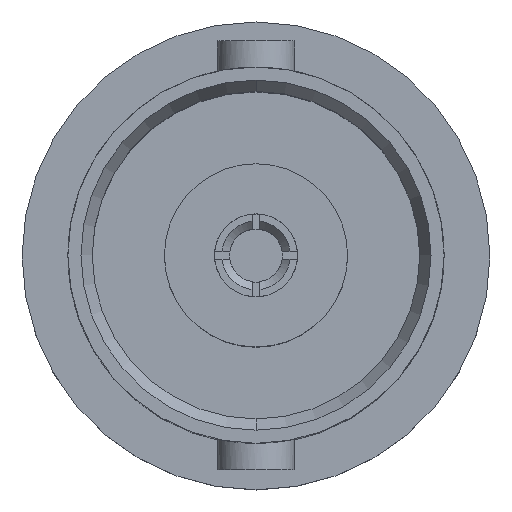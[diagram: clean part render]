
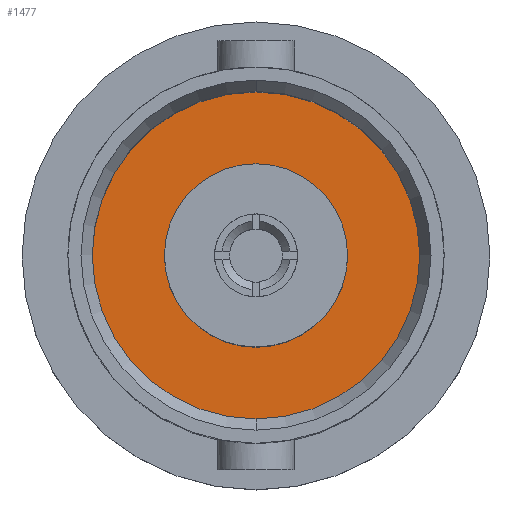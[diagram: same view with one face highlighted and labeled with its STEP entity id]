
A CAD part, top view. The second image highlights one B-rep face of the part: STEP entity #1477.
In plain terms, the highlighted planar face has unit normal (0, 0, 1).
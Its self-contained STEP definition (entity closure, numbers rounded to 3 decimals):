
#48=CARTESIAN_POINT('',(0.,0.,-8.31));
#49=DIRECTION('',(0.,0.,1.));
#50=DIRECTION('',(0.,1.,0.));
#51=AXIS2_PLACEMENT_3D('',#48,#49,#50);
#53=CARTESIAN_POINT('',(0.,0.,-8.31));
#54=DIRECTION('',(0.,0.,-1.));
#55=DIRECTION('',(0.,1.,0.));
#56=AXIS2_PLACEMENT_3D('',#53,#54,#55);
#58=CARTESIAN_POINT('',(0.,0.,-8.31));
#59=DIRECTION('',(0.,0.,-1.));
#60=DIRECTION('',(0.,1.,0.));
#61=AXIS2_PLACEMENT_3D('',#58,#59,#60);
#63=CARTESIAN_POINT('',(0.,0.,-8.31));
#64=DIRECTION('',(0.,0.,-1.));
#65=DIRECTION('',(0.,-1.,0.));
#66=AXIS2_PLACEMENT_3D('',#63,#64,#65);
#1124=CARTESIAN_POINT('',(0.,4.2,-8.31));
#1125=VERTEX_POINT('',#1124);
#1136=CARTESIAN_POINT('',(0.,-4.2,-8.31));
#1137=VERTEX_POINT('',#1136);
#1172=CARTESIAN_POINT('',(0.,2.35,-8.31));
#1173=CARTESIAN_POINT('',(0.,-2.35,-8.31));
#1174=VERTEX_POINT('',#1172);
#1175=VERTEX_POINT('',#1173);
#1462=CARTESIAN_POINT('',(0.,0.,-8.31));
#1463=DIRECTION('',(0.,0.,-1.));
#1464=DIRECTION('',(0.,-1.,0.));
#1465=AXIS2_PLACEMENT_3D('',#1462,#1463,#1464);
#1466=PLANE('',#1465);
#1467=ORIENTED_EDGE('',*,*,#1441,.F.);
#1468=ORIENTED_EDGE('',*,*,#1457,.T.);
#1469=EDGE_LOOP('',(#1467,#1468));
#1470=FACE_OUTER_BOUND('',#1469,.F.);
#1472=ORIENTED_EDGE('',*,*,#1471,.F.);
#1474=ORIENTED_EDGE('',*,*,#1473,.F.);
#1475=EDGE_LOOP('',(#1472,#1474));
#1476=FACE_BOUND('',#1475,.F.);
#52=CIRCLE('',#51,4.2);
#57=CIRCLE('',#56,4.2);
#62=CIRCLE('',#61,2.35);
#67=CIRCLE('',#66,2.35);
#1441=EDGE_CURVE('',#1125,#1137,#52,.T.);
#1457=EDGE_CURVE('',#1125,#1137,#57,.T.);
#1471=EDGE_CURVE('',#1174,#1175,#62,.T.);
#1473=EDGE_CURVE('',#1175,#1174,#67,.T.);
#1477=ADVANCED_FACE('',(#1470,#1476),#1466,.F.);
